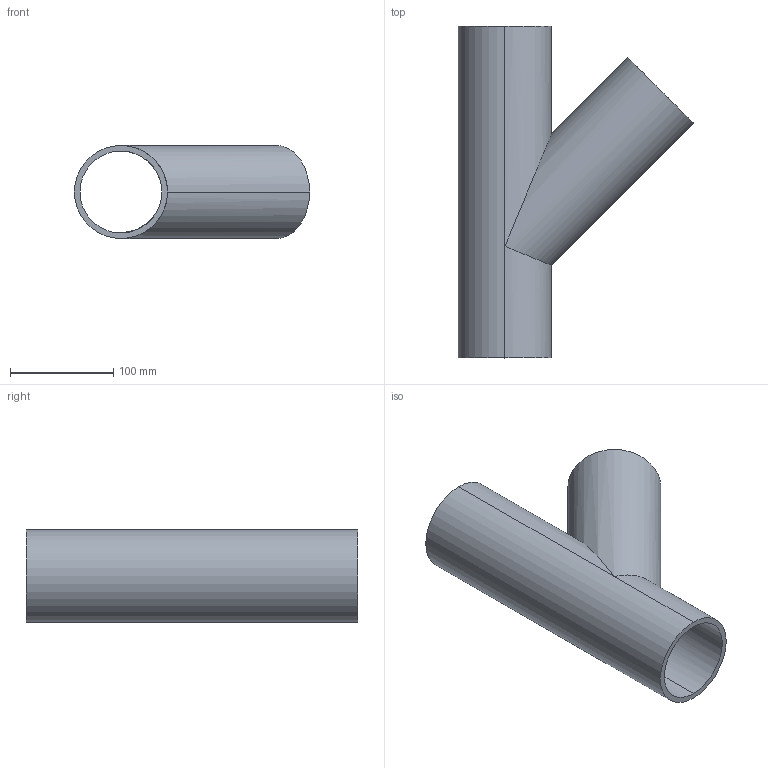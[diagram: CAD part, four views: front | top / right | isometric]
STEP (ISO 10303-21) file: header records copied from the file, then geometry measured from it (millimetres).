
FILE_DESCRIPTION (( 'STEP AP203' ), '1' );
FILE_NAME ('Wye Tee 45° SDR17_001 115 0045 0090.step', '2022-06-07T12:58:56', ( '' ), ( '' ), 'SwSTEP 2.0', 'SolidWorks 2021', '' );
FILE_SCHEMA (( 'CONFIG_CONTROL_DESIGN' ));
Length unit declared in the file: millimetre
Products named in the file (1): Wye Tee 45° SDR17_001 115 0045 0090
Bounding box: 227.43 x 321 x 90 mm (x, y, z)
Volume: 656936.2 mm3; surface area: 247505.3 mm2
Topology: 1 solids, 1 shells, 13 faces, 32 edges, 20 vertices
Faces by surface type: cylinder 10, plane 3
Entity records: 471 total; most frequent: CARTESIAN_POINT 90, DIRECTION 64, ORIENTED_EDGE 64, EDGE_CURVE 32, AXIS2_PLACEMENT_3D 26, VERTEX_POINT 20, EDGE_LOOP 16, ADVANCED_FACE 13
